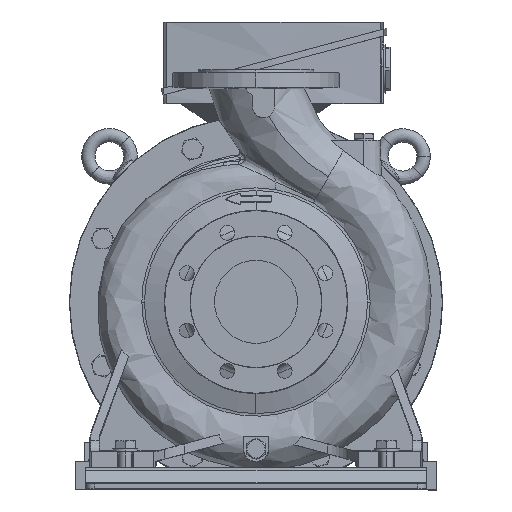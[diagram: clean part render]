
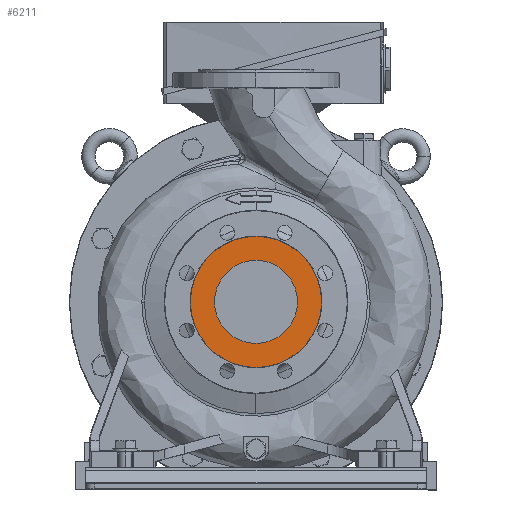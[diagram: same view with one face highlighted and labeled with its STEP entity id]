
A CAD part, top view. The second image highlights one B-rep face of the part: STEP entity #6211.
In plain terms, the highlighted face is planar.
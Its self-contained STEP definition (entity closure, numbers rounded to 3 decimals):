
#1520 = CARTESIAN_POINT ( 'NONE',  ( 185., 0., -79. ) ) ;
#2855 = AXIS2_PLACEMENT_3D ( 'NONE', #8948, #42960, #99617 ) ;
#5143 = FACE_BOUND ( 'NONE', #100976, .T. ) ;
#6211 = ADVANCED_FACE ( 'NONE', ( #5143, #132006 ), #144805, .F. ) ;
#8177 = AXIS2_PLACEMENT_3D ( 'NONE', #76814, #144069, #18678 ) ;
#8948 = CARTESIAN_POINT ( 'NONE',  ( 185., 0., 0. ) ) ;
#9198 = EDGE_LOOP ( 'NONE', ( #148167, #59682 ) ) ;
#11777 = ORIENTED_EDGE ( 'NONE', *, *, #142689, .F. ) ;
#18540 = CIRCLE ( 'NONE', #25805, 79. ) ;
#18678 = DIRECTION ( 'NONE',  ( 0., 0., 1. ) ) ;
#19042 = EDGE_CURVE ( 'NONE', #127872, #118475, #22818, .T. ) ;
#22818 = CIRCLE ( 'NONE', #90429, 50. ) ;
#25326 = DIRECTION ( 'NONE',  ( 0., 0., 1. ) ) ;
#25805 = AXIS2_PLACEMENT_3D ( 'NONE', #34421, #126522, #25326 ) ;
#26695 = ORIENTED_EDGE ( 'NONE', *, *, #19042, .F. ) ;
#30354 = VERTEX_POINT ( 'NONE', #114038 ) ;
#34421 = CARTESIAN_POINT ( 'NONE',  ( 185., 0., 0. ) ) ;
#42960 = DIRECTION ( 'NONE',  ( 1., 0., 0. ) ) ;
#49084 = VERTEX_POINT ( 'NONE', #1520 ) ;
#49883 = EDGE_CURVE ( 'NONE', #49084, #30354, #18540, .T. ) ;
#52207 = EDGE_CURVE ( 'NONE', #30354, #49084, #141776, .T. ) ;
#54139 = CARTESIAN_POINT ( 'NONE',  ( 185., 0., 50. ) ) ;
#59530 = DIRECTION ( 'NONE',  ( 1., 0., 0. ) ) ;
#59682 = ORIENTED_EDGE ( 'NONE', *, *, #49883, .T. ) ;
#68429 = DIRECTION ( 'NONE',  ( 1., 0., 0. ) ) ;
#73120 = DIRECTION ( 'NONE',  ( 0., 0., -1. ) ) ;
#76814 = CARTESIAN_POINT ( 'NONE',  ( 185., -158., 158. ) ) ;
#79002 = DIRECTION ( 'NONE',  ( 0., 0., 1. ) ) ;
#90429 = AXIS2_PLACEMENT_3D ( 'NONE', #93547, #59530, #73120 ) ;
#90783 = CARTESIAN_POINT ( 'NONE',  ( 185., 0., -50. ) ) ;
#93547 = CARTESIAN_POINT ( 'NONE',  ( 185., 0., 0. ) ) ;
#99617 = DIRECTION ( 'NONE',  ( 0., 0., -1. ) ) ;
#100976 = EDGE_LOOP ( 'NONE', ( #11777, #26695 ) ) ;
#111404 = CIRCLE ( 'NONE', #2855, 50. ) ;
#114038 = CARTESIAN_POINT ( 'NONE',  ( 185., 0., 79. ) ) ;
#118475 = VERTEX_POINT ( 'NONE', #90783 ) ;
#122444 = AXIS2_PLACEMENT_3D ( 'NONE', #126557, #68429, #79002 ) ;
#126522 = DIRECTION ( 'NONE',  ( 1., 0., 0. ) ) ;
#126557 = CARTESIAN_POINT ( 'NONE',  ( 185., 0., 0. ) ) ;
#127872 = VERTEX_POINT ( 'NONE', #54139 ) ;
#132006 = FACE_OUTER_BOUND ( 'NONE', #9198, .T. ) ;
#141776 = CIRCLE ( 'NONE', #122444, 79. ) ;
#142689 = EDGE_CURVE ( 'NONE', #118475, #127872, #111404, .T. ) ;
#144069 = DIRECTION ( 'NONE',  ( -1., 0., 0. ) ) ;
#144805 = PLANE ( 'NONE',  #8177 ) ;
#148167 = ORIENTED_EDGE ( 'NONE', *, *, #52207, .T. ) ;
